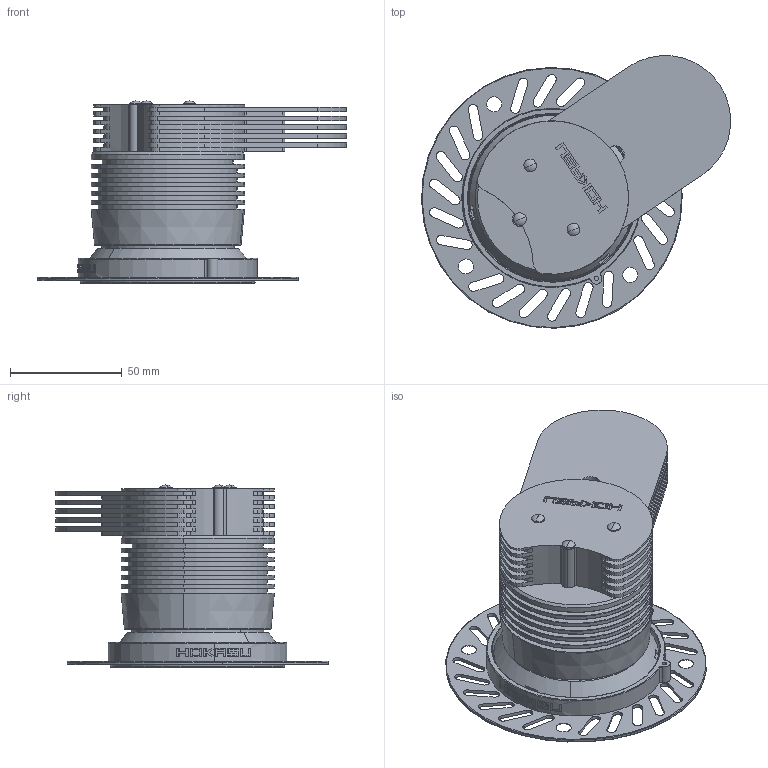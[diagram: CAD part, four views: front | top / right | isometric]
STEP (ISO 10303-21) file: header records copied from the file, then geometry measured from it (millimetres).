
FILE_DESCRIPTION (( 'STEP AP214' ), '1' );
FILE_NAME ('20W DOT EDGELESS.STEP', '2024-02-20T09:08:19', ( '' ), ( '' ), 'SwSTEP 2.0', 'SolidWorks 2018', '' );
FILE_SCHEMA (( 'AUTOMOTIVE_DESIGN' ));
Length unit declared in the file: millimetre
Products named in the file (1): 20W DOT EDGELESS
Bounding box: 138.03 x 121.59 x 81.34 mm (x, y, z)
Volume: 243399.3 mm3; surface area: 96464.3 mm2
Topology: 3 solids, 8 shells, 763 faces, 2059 edges, 1332 vertices
Faces by surface type: plane 338, cylinder 312, torus 72, cone 33, sphere 6, bspline 2
Entity records: 32870 total; most frequent: DIRECTION 4493, CARTESIAN_POINT 4361, ORIENTED_EDGE 4092, EDGE_CURVE 2046, AXIS2_PLACEMENT_3D 1711, VERTEX_POINT 1329, LINE 1071, VECTOR 1071
